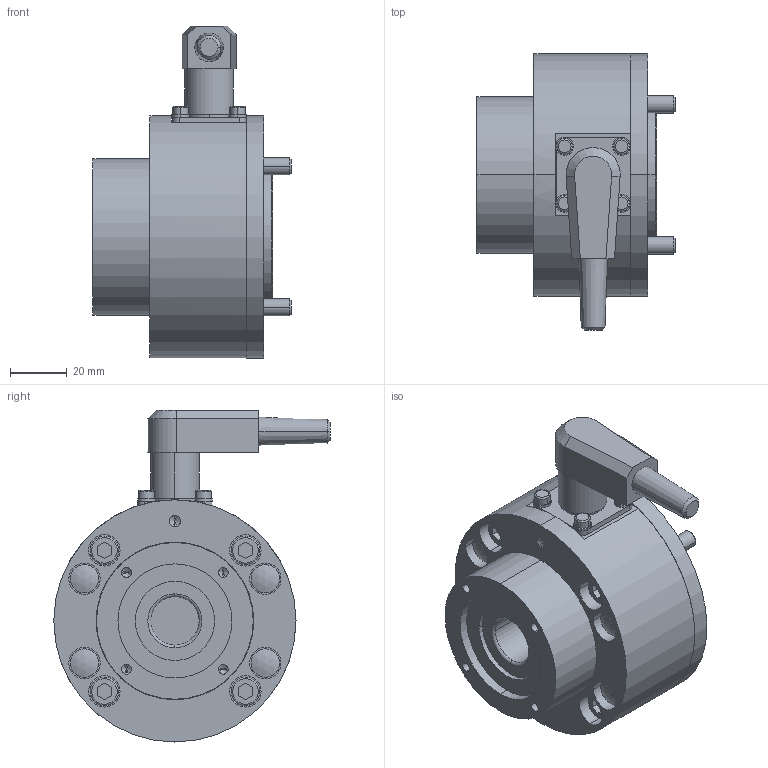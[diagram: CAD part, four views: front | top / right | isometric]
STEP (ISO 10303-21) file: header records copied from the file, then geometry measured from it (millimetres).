
FILE_DESCRIPTION((''),'2;1');
FILE_NAME('080306.1.stp','2008-07-04T14:56:06',(''),(''),'Mechanical Desktop 2007','Mechanical Desktop 2007',', , ');
FILE_SCHEMA(('CONFIG_CONTROL_DESIGN'));
Length unit declared in the file: millimetre
Products named in the file (31): C0803061; C0709071; C0704203; C0709072A; C0709072; C0709074A; C0709074; GERÄTESTECKER_5POL_C091 31S005 100 2; GERÄTESTECKER_5POL_C091 31S005 100 2A; FEDERRING_M3; FEDERRING_M3A; I-6KT_SCHRAUBE_M3X8A; I-6KT_SCHRAUBE_M3X8; PENDELKUGELLAGER_1203TV_2203TVA; PENDELKUGELLAGER_1203TV_2203TV; SICHERUNGSRING_J40A; SICHERUNGSRING_J40; I-6KT_SCHRAUBE_M6X30; I-6KT_SCHRAUBE_M6X30A; SCHUTZKAPPE_M6_S5; SCHUTZKAPPE_M6_S5A; TEIL2; C0709071|AVE_RENDER; C0709071|AVE_GLOBAL; C0709071|RM_SDB; I-6KT_SCHRAUBE_M6X40A; I-6KT_SCHRAUBE_M6X40; BRUCHLINIE STANDARD; KABELDOSE_WINKEL_MINI_5_POL; KABELDOSE_WINKEL_MINI_5_POLA; RM_SDB
Assembly tree (56 placements, depth 4):
  C0803061
    C0709071
      C0704203
      C0709072A
        C0709072
      C0709074A
        C0709074
      GERÄTESTECKER_5POL_C091 31S005 100 2
        GERÄTESTECKER_5POL_C091 31S005 100 2A
      FEDERRING_M3  x4
        FEDERRING_M3A
      I-6KT_SCHRAUBE_M3X8A  x4
        I-6KT_SCHRAUBE_M3X8
      PENDELKUGELLAGER_1203TV_2203TVA
        PENDELKUGELLAGER_1203TV_2203TV
      SICHERUNGSRING_J40A
        SICHERUNGSRING_J40
      I-6KT_SCHRAUBE_M6X30  x4
        I-6KT_SCHRAUBE_M6X30A
      SCHUTZKAPPE_M6_S5  x4
        SCHUTZKAPPE_M6_S5A
      TEIL2
      C0709071|AVE_RENDER  x8
      C0709071|AVE_GLOBAL
      C0709071|RM_SDB  x3
    I-6KT_SCHRAUBE_M6X40A  x4
      I-6KT_SCHRAUBE_M6X40
    BRUCHLINIE STANDARD
    KABELDOSE_WINKEL_MINI_5_POL
      KABELDOSE_WINKEL_MINI_5_POLA
    RM_SDB  x3
Bounding box: 69.5 x 97 x 116.5 mm (x, y, z)
Volume: 252387.5 mm3; surface area: 86240.2 mm2
Topology: 27 solids, 27 shells, 544 faces, 1255 edges, 855 vertices
Faces by surface type: cylinder 254, plane 191, cone 63, torus 32, sphere 4
Entity records: 11393 total; most frequent: DIRECTION 2153, CARTESIAN_POINT 1896, ORIENTED_EDGE 1624, AXIS2_PLACEMENT_3D 889, EDGE_CURVE 812, VERTEX_POINT 532, EDGE_LOOP 474, CIRCLE 468
